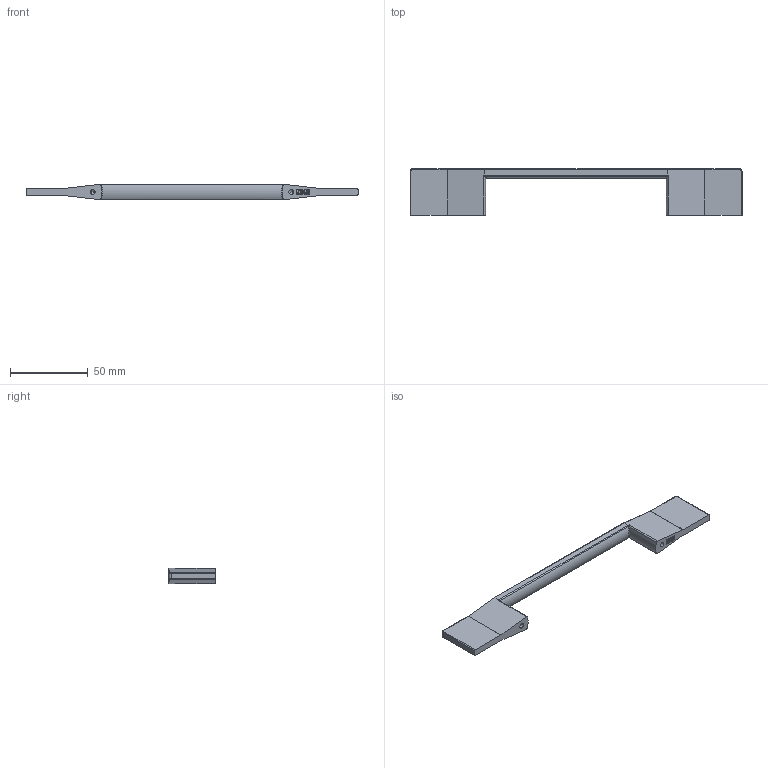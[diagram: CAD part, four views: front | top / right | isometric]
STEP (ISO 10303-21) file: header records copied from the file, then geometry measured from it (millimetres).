
FILE_DESCRIPTION(('Creo Elements/Direct Modeling STEP Export'),'2;1');
FILE_NAME('2197-214.stp','2024-09-12T10:55:14',(''),(''),'Creo Elements/Direct Modeling STEP processor for AP214 (Solid Model)','Creo Elements/Direct Modeling 20.0 12-Nov-2016 (C) Parametric Technology GmbH','');
FILE_SCHEMA(('AUTOMOTIVE_DESIGN { 1 0 10303 214 1 1 1 1 }'));
Length unit declared in the file: millimetre
Products named in the file (2): ZN-8965
Assembly tree (1 placements, depth 2):
  ZN-8965
    ZN-8965
Bounding box: 214 x 30 x 10 mm (x, y, z)
Volume: 23455.5 mm3; surface area: 11236.7 mm2
Topology: 1 solids, 1 shells, 242 faces, 666 edges, 428 vertices
Faces by surface type: plane 179, cylinder 41, bspline 14, torus 4, cone 4
Entity records: 8210 total; most frequent: CARTESIAN_POINT 2147, ORIENTED_EDGE 1316, DIRECTION 1132, EDGE_CURVE 658, VECTOR 550, LINE 550, VERTEX_POINT 428, AXIS2_PLACEMENT_3D 291
